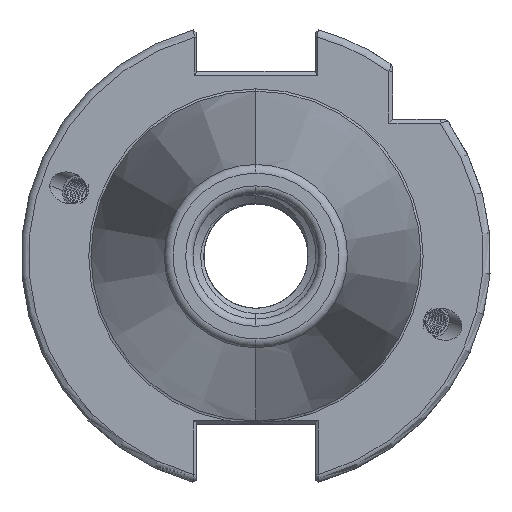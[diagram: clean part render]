
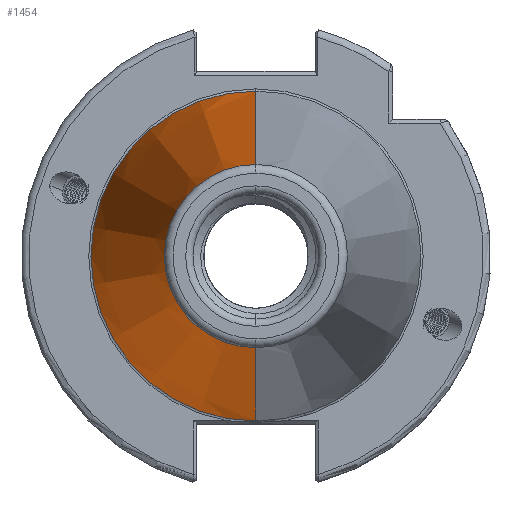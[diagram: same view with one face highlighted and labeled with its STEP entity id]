
A CAD part, left-side view. The second image highlights one B-rep face of the part: STEP entity #1454.
In plain terms, the highlighted conical face has half-angle 8.297 degrees and reference radius 22.692 mm.
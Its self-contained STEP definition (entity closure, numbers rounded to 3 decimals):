
#90 = AXIS2_PLACEMENT_3D ( 'NONE', #10087, #10088, #10089 ) ;
#108 = AXIS2_PLACEMENT_3D ( 'NONE', #10111, #10118, #10119 ) ;
#114 = VECTOR ( 'NONE', #10117, 1000. ) ;
#116 = VECTOR ( 'NONE', #10123, 1000. ) ;
#1454 = ADVANCED_FACE ( 'NONE', ( #6177 ), #17391, .T. ) ;
#5831 = CIRCLE ( 'NONE', #90, 12.4 ) ;
#5836 = CIRCLE ( 'NONE', #108, 22.327 ) ;
#6177 = FACE_OUTER_BOUND ( 'NONE', #6967, .T. ) ;
#6179 = AXIS2_PLACEMENT_3D ( 'NONE', #6630, #6631, #6632 ) ;
#6630 = CARTESIAN_POINT ( 'NONE',  ( 0., 0., 0. ) ) ;
#6631 = DIRECTION ( 'NONE',  ( 1., 0., 0. ) ) ;
#6632 = DIRECTION ( 'NONE',  ( 0., 0., -1. ) ) ;
#6967 = EDGE_LOOP ( 'NONE', ( #15748, #15746, #15747, #15745 ) ) ;
#8598 = VERTEX_POINT ( 'NONE', #17613 ) ;
#9962 = VERTEX_POINT ( 'NONE', #11502 ) ;
#9963 = VERTEX_POINT ( 'NONE', #11503 ) ;
#9964 = VERTEX_POINT ( 'NONE', #11504 ) ;
#10087 = CARTESIAN_POINT ( 'NONE',  ( -70.573, 0., 0. ) ) ;
#10088 = DIRECTION ( 'NONE',  ( 1., 0., 0. ) ) ;
#10089 = DIRECTION ( 'NONE',  ( 0., 0., 1. ) ) ;
#10111 = CARTESIAN_POINT ( 'NONE',  ( -2.5, 0., 0. ) ) ;
#10115 = LINE ( 'NONE', #10116, #114 ) ;
#10116 = CARTESIAN_POINT ( 'NONE',  ( 0., 0., 22.692 ) ) ;
#10117 = DIRECTION ( 'NONE',  ( 0.99, 0., 0.144 ) ) ;
#10118 = DIRECTION ( 'NONE',  ( 1., 0., 0. ) ) ;
#10119 = DIRECTION ( 'NONE',  ( 0., 0., -1. ) ) ;
#10121 = LINE ( 'NONE', #10122, #116 ) ;
#10122 = CARTESIAN_POINT ( 'NONE',  ( 0., 0., -22.692 ) ) ;
#10123 = DIRECTION ( 'NONE',  ( 0.99, 0., -0.144 ) ) ;
#11502 = CARTESIAN_POINT ( 'NONE',  ( -70.573, 0., 12.4 ) ) ;
#11503 = CARTESIAN_POINT ( 'NONE',  ( -70.573, 0., -12.4 ) ) ;
#11504 = CARTESIAN_POINT ( 'NONE',  ( -2.5, 0., 22.327 ) ) ;
#15745 = ORIENTED_EDGE ( 'NONE', *, *, #16446, .F. ) ;
#15746 = ORIENTED_EDGE ( 'NONE', *, *, #16444, .T. ) ;
#15747 = ORIENTED_EDGE ( 'NONE', *, *, #16445, .F. ) ;
#15748 = ORIENTED_EDGE ( 'NONE', *, *, #16435, .T. ) ;
#16435 = EDGE_CURVE ( 'NONE', #9963, #9962, #5831, .T. ) ;
#16444 = EDGE_CURVE ( 'NONE', #9962, #9964, #10115, .T. ) ;
#16445 = EDGE_CURVE ( 'NONE', #8598, #9964, #5836, .T. ) ;
#16446 = EDGE_CURVE ( 'NONE', #9963, #8598, #10121, .T. ) ;
#17391 = CONICAL_SURFACE ( 'NONE', #6179, 22.692, 0.145 ) ;
#17613 = CARTESIAN_POINT ( 'NONE',  ( -2.5, 0., -22.327 ) ) ;
